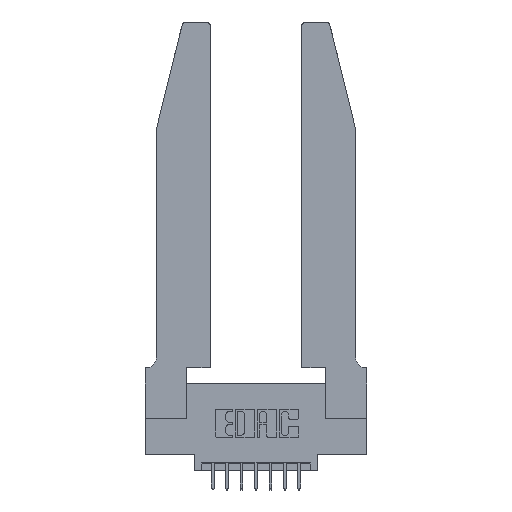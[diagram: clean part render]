
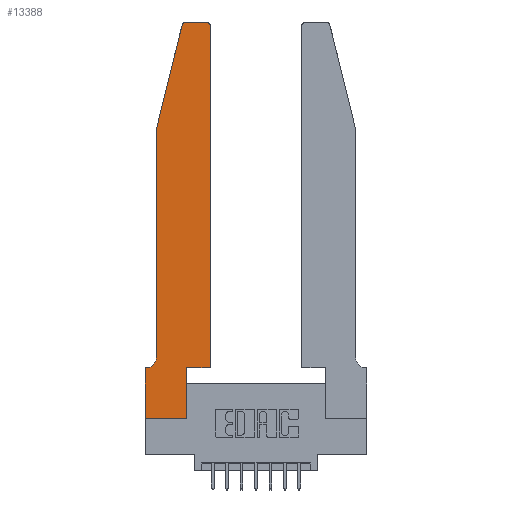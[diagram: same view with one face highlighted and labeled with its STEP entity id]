
A CAD part, top view. The second image highlights one B-rep face of the part: STEP entity #13388.
In plain terms, the highlighted planar face has unit normal (0, 0, 1).
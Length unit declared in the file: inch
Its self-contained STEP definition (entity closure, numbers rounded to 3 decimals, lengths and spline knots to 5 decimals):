
#4 = VECTOR ( 'NONE', #9985, 39.37008 ) ;
#25 = CARTESIAN_POINT ( 'NONE',  ( 0.0755, 0.35, 0.37 ) ) ;
#122 = VECTOR ( 'NONE', #2583, 39.37008 ) ;
#219 = CARTESIAN_POINT ( 'NONE',  ( 0.4505, 0.35, 0.37 ) ) ;
#356 = VECTOR ( 'NONE', #13068, 39.37008 ) ;
#456 = DIRECTION ( 'NONE',  ( 1., 0., 0. ) ) ;
#789 = EDGE_CURVE ( 'NONE', #1038, #6836, #4140, .T. ) ;
#868 = VERTEX_POINT ( 'NONE', #12474 ) ;
#1038 = VERTEX_POINT ( 'NONE', #3891 ) ;
#1148 = VERTEX_POINT ( 'NONE', #1802 ) ;
#1230 = DIRECTION ( 'NONE',  ( 0., 1., 0. ) ) ;
#1236 = VERTEX_POINT ( 'NONE', #9018 ) ;
#1372 = CARTESIAN_POINT ( 'NONE',  ( 0.2865, 0.35, 0.37 ) ) ;
#1716 = EDGE_CURVE ( 'NONE', #9319, #1236, #7087, .T. ) ;
#1791 = VECTOR ( 'NONE', #9409, 39.37008 ) ;
#1802 = CARTESIAN_POINT ( 'NONE',  ( 0.2865, 0.35, 0.37 ) ) ;
#2029 = CARTESIAN_POINT ( 'NONE',  ( 0.25487, 2.72718, 0.37 ) ) ;
#2127 = EDGE_CURVE ( 'NONE', #5694, #1148, #12846, .T. ) ;
#2169 = AXIS2_PLACEMENT_3D ( 'NONE', #5787, #14084, #4786 ) ;
#2223 = AXIS2_PLACEMENT_3D ( 'NONE', #13881, #10503, #3470 ) ;
#2481 = DIRECTION ( 'NONE',  ( -1., 0., 0. ) ) ;
#2547 = ORIENTED_EDGE ( 'NONE', *, *, #7771, .T. ) ;
#2583 = DIRECTION ( 'NONE',  ( 0., -1., 0. ) ) ;
#2617 = CARTESIAN_POINT ( 'NONE',  ( 0., 0., 0.37 ) ) ;
#2929 = ORIENTED_EDGE ( 'NONE', *, *, #14317, .T. ) ;
#3101 = ORIENTED_EDGE ( 'NONE', *, *, #4153, .T. ) ;
#3288 = VECTOR ( 'NONE', #2481, 39.37008 ) ;
#3357 = VERTEX_POINT ( 'NONE', #10127 ) ;
#3470 = DIRECTION ( 'NONE',  ( 1., 0., 0. ) ) ;
#3643 = CARTESIAN_POINT ( 'NONE',  ( 0.2605, 2.75, 0.37 ) ) ;
#3760 = CARTESIAN_POINT ( 'NONE',  ( 0.4505, 0.35, 0.37 ) ) ;
#3891 = CARTESIAN_POINT ( 'NONE',  ( 0.0755, 2., 0.37 ) ) ;
#4003 = CARTESIAN_POINT ( 'NONE',  ( 0.284, 2.75, 0.37 ) ) ;
#4140 = LINE ( 'NONE', #11223, #4 ) ;
#4153 = EDGE_CURVE ( 'NONE', #6836, #7370, #12574, .T. ) ;
#4172 = CARTESIAN_POINT ( 'NONE',  ( 0.0055, 0.35, 0.37 ) ) ;
#4575 = FACE_OUTER_BOUND ( 'NONE', #13229, .T. ) ;
#4682 = VECTOR ( 'NONE', #1230, 39.37008 ) ;
#4786 = DIRECTION ( 'NONE',  ( 1., 0., 0. ) ) ;
#4890 = CARTESIAN_POINT ( 'NONE',  ( 0.0755, 0.42, 0.37 ) ) ;
#4992 = ORIENTED_EDGE ( 'NONE', *, *, #789, .T. ) ;
#5236 = LINE ( 'NONE', #2617, #6246 ) ;
#5694 = VERTEX_POINT ( 'NONE', #11407 ) ;
#5787 = CARTESIAN_POINT ( 'NONE',  ( 0.284, 2.72, 0.37 ) ) ;
#5801 = VERTEX_POINT ( 'NONE', #4003 ) ;
#6067 = DIRECTION ( 'NONE',  ( 0., 1., 0. ) ) ;
#6246 = VECTOR ( 'NONE', #7315, 39.37008 ) ;
#6493 = LINE ( 'NONE', #11186, #122 ) ;
#6567 = ORIENTED_EDGE ( 'NONE', *, *, #14110, .T. ) ;
#6716 = CARTESIAN_POINT ( 'NONE',  ( 0.0055, 0.42, 0.37 ) ) ;
#6836 = VERTEX_POINT ( 'NONE', #4890 ) ;
#6955 = LINE ( 'NONE', #25, #10168 ) ;
#7087 = LINE ( 'NONE', #3760, #4682 ) ;
#7315 = DIRECTION ( 'NONE',  ( 1., 0., 0. ) ) ;
#7370 = VERTEX_POINT ( 'NONE', #4172 ) ;
#7564 = ORIENTED_EDGE ( 'NONE', *, *, #7567, .T. ) ;
#7567 = EDGE_CURVE ( 'NONE', #868, #5694, #5236, .T. ) ;
#7771 = EDGE_CURVE ( 'NONE', #7947, #868, #6493, .T. ) ;
#7780 = EDGE_CURVE ( 'NONE', #14048, #1038, #14210, .T. ) ;
#7947 = VERTEX_POINT ( 'NONE', #15174 ) ;
#7987 = ORIENTED_EDGE ( 'NONE', *, *, #14871, .T. ) ;
#8230 = PLANE ( 'NONE',  #2223 ) ;
#8335 = CARTESIAN_POINT ( 'NONE',  ( 0.0755, 2., 0.37 ) ) ;
#8778 = CIRCLE ( 'NONE', #2169, 0.03 ) ;
#9018 = CARTESIAN_POINT ( 'NONE',  ( 0.4505, 2.72, 0.37 ) ) ;
#9166 = EDGE_CURVE ( 'NONE', #1236, #3357, #10175, .T. ) ;
#9319 = VERTEX_POINT ( 'NONE', #219 ) ;
#9409 = DIRECTION ( 'NONE',  ( 1., 0., 0. ) ) ;
#9985 = DIRECTION ( 'NONE',  ( 0., -1., 0. ) ) ;
#10127 = CARTESIAN_POINT ( 'NONE',  ( 0.4205, 2.75, 0.37 ) ) ;
#10168 = VECTOR ( 'NONE', #10493, 39.37008 ) ;
#10175 = CIRCLE ( 'NONE', #11157, 0.03 ) ;
#10251 = ORIENTED_EDGE ( 'NONE', *, *, #2127, .T. ) ;
#10324 = DIRECTION ( 'NONE',  ( 0., 0., -1. ) ) ;
#10493 = DIRECTION ( 'NONE',  ( -1., 0., 0. ) ) ;
#10503 = DIRECTION ( 'NONE',  ( 0., 0., 1. ) ) ;
#10606 = AXIS2_PLACEMENT_3D ( 'NONE', #6716, #10324, #12718 ) ;
#11003 = DIRECTION ( 'NONE',  ( 0., 0., 1. ) ) ;
#11157 = AXIS2_PLACEMENT_3D ( 'NONE', #13302, #11003, #456 ) ;
#11186 = CARTESIAN_POINT ( 'NONE',  ( 0., 0., 0.37 ) ) ;
#11223 = CARTESIAN_POINT ( 'NONE',  ( 0.0755, 2., 0.37 ) ) ;
#11230 = ORIENTED_EDGE ( 'NONE', *, *, #1716, .T. ) ;
#11407 = CARTESIAN_POINT ( 'NONE',  ( 0.2865, 0., 0.37 ) ) ;
#11743 = LINE ( 'NONE', #3643, #3288 ) ;
#12036 = VECTOR ( 'NONE', #6067, 39.37008 ) ;
#12474 = CARTESIAN_POINT ( 'NONE',  ( 0., 0., 0.37 ) ) ;
#12534 = EDGE_CURVE ( 'NONE', #5801, #14048, #8778, .T. ) ;
#12574 = CIRCLE ( 'NONE', #10606, 0.07 ) ;
#12670 = ORIENTED_EDGE ( 'NONE', *, *, #7780, .T. ) ;
#12718 = DIRECTION ( 'NONE',  ( -1., 0., 0. ) ) ;
#12846 = LINE ( 'NONE', #1372, #12036 ) ;
#13068 = DIRECTION ( 'NONE',  ( -0.239, -0.971, 0. ) ) ;
#13229 = EDGE_LOOP ( 'NONE', ( #7987, #13347, #12670, #4992, #3101, #2929, #2547, #7564, #10251, #6567, #11230, #13450 ) ) ;
#13302 = CARTESIAN_POINT ( 'NONE',  ( 0.4205, 2.72, 0.37 ) ) ;
#13347 = ORIENTED_EDGE ( 'NONE', *, *, #12534, .T. ) ;
#13388 = ADVANCED_FACE ( 'NONE', ( #4575 ), #8230, .T. ) ;
#13450 = ORIENTED_EDGE ( 'NONE', *, *, #9166, .T. ) ;
#13743 = CARTESIAN_POINT ( 'NONE',  ( 0.4505, 0.35, 0.37 ) ) ;
#13881 = CARTESIAN_POINT ( 'NONE',  ( 0., 0.35, 0.37 ) ) ;
#14048 = VERTEX_POINT ( 'NONE', #2029 ) ;
#14084 = DIRECTION ( 'NONE',  ( 0., 0., 1. ) ) ;
#14110 = EDGE_CURVE ( 'NONE', #1148, #9319, #14917, .T. ) ;
#14210 = LINE ( 'NONE', #8335, #356 ) ;
#14317 = EDGE_CURVE ( 'NONE', #7370, #7947, #6955, .T. ) ;
#14871 = EDGE_CURVE ( 'NONE', #3357, #5801, #11743, .T. ) ;
#14917 = LINE ( 'NONE', #13743, #1791 ) ;
#15174 = CARTESIAN_POINT ( 'NONE',  ( 0., 0.35, 0.37 ) ) ;
